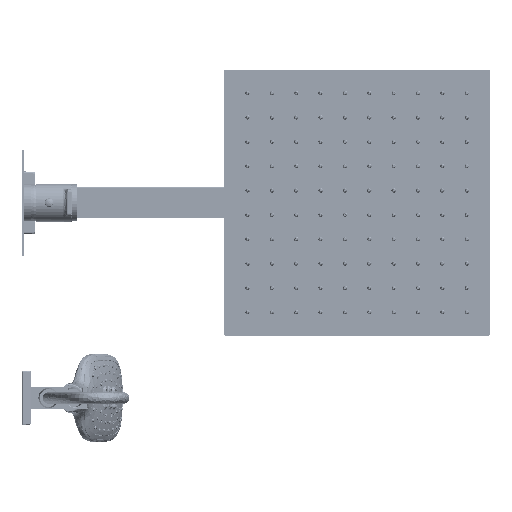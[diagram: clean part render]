
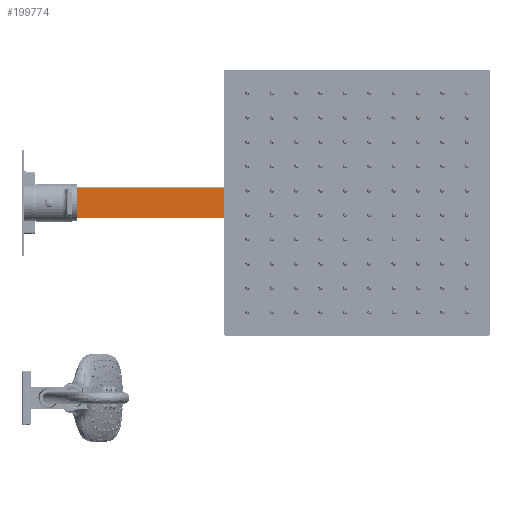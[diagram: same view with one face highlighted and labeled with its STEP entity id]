
A CAD part, front view. The second image highlights one B-rep face of the part: STEP entity #199774.
In plain terms, the highlighted planar face has unit normal (0, -1, 0).
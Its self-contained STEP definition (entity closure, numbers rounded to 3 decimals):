
#9579 = EDGE_CURVE ( 'NONE', #212384, #180909, #14741, .T. ) ;
#14741 = LINE ( 'NONE', #230503, #144534 ) ;
#18180 = DIRECTION ( 'NONE',  ( -1., 0., 0. ) ) ;
#20838 = CARTESIAN_POINT ( 'NONE',  ( 426.936, 842.375, 7.475 ) ) ;
#33378 = EDGE_CURVE ( 'NONE', #212384, #47050, #130758, .T. ) ;
#47050 = VERTEX_POINT ( 'NONE', #107401 ) ;
#79706 = FACE_BOUND ( 'NONE', #293883, .T. ) ;
#85191 = CARTESIAN_POINT ( 'NONE',  ( 455.936, 842.375, -17.625 ) ) ;
#88748 = VECTOR ( 'NONE', #376461, 1000. ) ;
#98900 = ORIENTED_EDGE ( 'NONE', *, *, #329345, .T. ) ;
#101822 = CARTESIAN_POINT ( 'NONE',  ( 55.936, 842.375, -17.125 ) ) ;
#107401 = CARTESIAN_POINT ( 'NONE',  ( 455.936, 842.375, -17.125 ) ) ;
#118658 = DIRECTION ( 'NONE',  ( 0., 0., 1. ) ) ;
#130758 = LINE ( 'NONE', #165184, #88748 ) ;
#135592 = ORIENTED_EDGE ( 'NONE', *, *, #9579, .F. ) ;
#144534 = VECTOR ( 'NONE', #262716, 1000. ) ;
#153138 = VECTOR ( 'NONE', #184002, 1000. ) ;
#161541 = FACE_OUTER_BOUND ( 'NONE', #356749, .T. ) ;
#165184 = CARTESIAN_POINT ( 'NONE',  ( 455.936, 842.375, -17.125 ) ) ;
#174415 = ORIENTED_EDGE ( 'NONE', *, *, #33378, .T. ) ;
#180909 = VERTEX_POINT ( 'NONE', #183800 ) ;
#183800 = CARTESIAN_POINT ( 'NONE',  ( 55.936, 842.375, 17.125 ) ) ;
#184002 = DIRECTION ( 'NONE',  ( 0., 0., 1. ) ) ;
#189802 = CARTESIAN_POINT ( 'NONE',  ( 455.936, 842.375, -17.625 ) ) ;
#192734 = DIRECTION ( 'NONE',  ( 0., -1., 0. ) ) ;
#199774 = ADVANCED_FACE ( 'NONE', ( #79706, #161541 ), #320872, .T. ) ;
#212384 = VERTEX_POINT ( 'NONE', #101822 ) ;
#218485 = LINE ( 'NONE', #85191, #153138 ) ;
#224230 = EDGE_CURVE ( 'NONE', #47050, #356615, #218485, .T. ) ;
#230503 = CARTESIAN_POINT ( 'NONE',  ( 55.936, 842.375, -17.625 ) ) ;
#232934 = CIRCLE ( 'NONE', #350279, 7.475 ) ;
#254904 = LINE ( 'NONE', #360523, #284101 ) ;
#256473 = DIRECTION ( 'NONE',  ( 0., -1., 0. ) ) ;
#261651 = DIRECTION ( 'NONE',  ( 0., 0., 1. ) ) ;
#262716 = DIRECTION ( 'NONE',  ( 0., 0., 1. ) ) ;
#264315 = VERTEX_POINT ( 'NONE', #20838 ) ;
#284101 = VECTOR ( 'NONE', #18180, 1000. ) ;
#289373 = CARTESIAN_POINT ( 'NONE',  ( 426.936, 842.375, 0. ) ) ;
#293883 = EDGE_LOOP ( 'NONE', ( #334962 ) ) ;
#320872 = PLANE ( 'NONE',  #437120 ) ;
#323312 = EDGE_CURVE ( 'NONE', #264315, #264315, #232934, .T. ) ;
#329345 = EDGE_CURVE ( 'NONE', #356615, #180909, #254904, .T. ) ;
#334962 = ORIENTED_EDGE ( 'NONE', *, *, #323312, .F. ) ;
#350279 = AXIS2_PLACEMENT_3D ( 'NONE', #289373, #192734, #261651 ) ;
#356615 = VERTEX_POINT ( 'NONE', #384915 ) ;
#356749 = EDGE_LOOP ( 'NONE', ( #135592, #174415, #379313, #98900 ) ) ;
#360523 = CARTESIAN_POINT ( 'NONE',  ( 455.936, 842.375, 17.125 ) ) ;
#376461 = DIRECTION ( 'NONE',  ( 1., 0., 0. ) ) ;
#379313 = ORIENTED_EDGE ( 'NONE', *, *, #224230, .T. ) ;
#384915 = CARTESIAN_POINT ( 'NONE',  ( 455.936, 842.375, 17.125 ) ) ;
#437120 = AXIS2_PLACEMENT_3D ( 'NONE', #189802, #256473, #118658 ) ;
